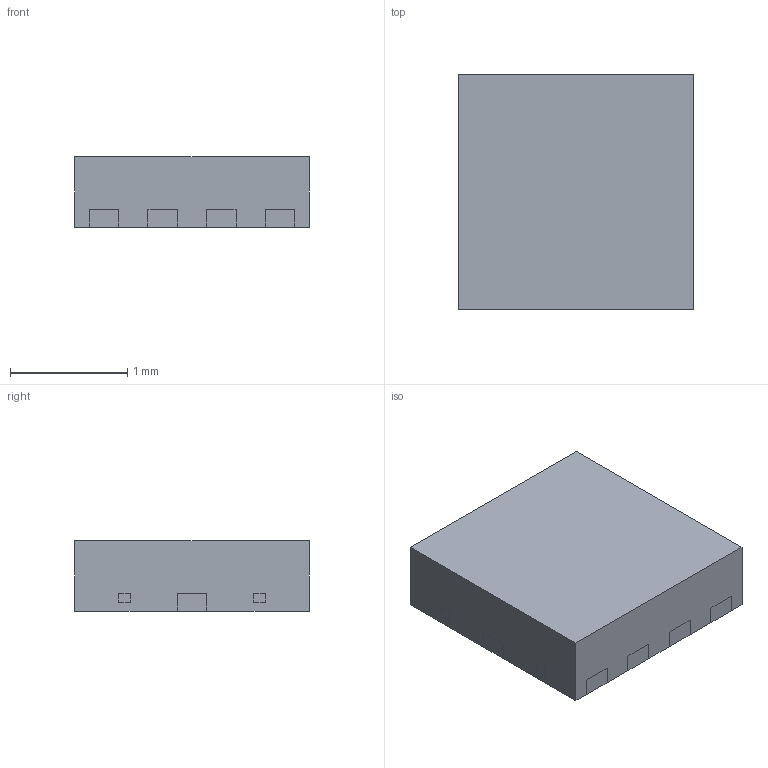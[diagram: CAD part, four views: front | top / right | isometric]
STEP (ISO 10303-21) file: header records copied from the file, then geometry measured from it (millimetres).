
FILE_DESCRIPTION(/* description */ ('Unknown'),/* implementation_level */ '2;1');
FILE_NAME(/* name */ 'QFN2020-10',/* time_stamp */ '2021-08-24T16:46:42+08:00',/* author */ ('Unknown'),/* organization */ ('Unknown'),/* preprocessor_version */ 'ST-DEVELOPER v16.7',/* originating_system */ 'DEX',/* authorisation */ $);
FILE_SCHEMA (('AUTOMOTIVE_DESIGN {1 0 10303 214 3 1 1}'));
Length unit declared in the file: millimetre
Products named in the file (3): QFN2020-10; LDF; MOLD
Assembly tree (2 placements, depth 2):
  QFN2020-10
    LDF
    MOLD
Bounding box: 2 x 2 x 0.6 mm (x, y, z)
Volume: 2.4 mm3; surface area: 24.1 mm2
Topology: 12 solids, 12 shells, 315 faces, 876 edges, 584 vertices
Faces by surface type: plane 259, cylinder 56
Entity records: 10124 total; most frequent: CARTESIAN_POINT 1778, ORIENTED_EDGE 1752, DIRECTION 1624, EDGE_CURVE 876, LINE 764, VECTOR 764, VERTEX_POINT 584, AXIS2_PLACEMENT_3D 430
